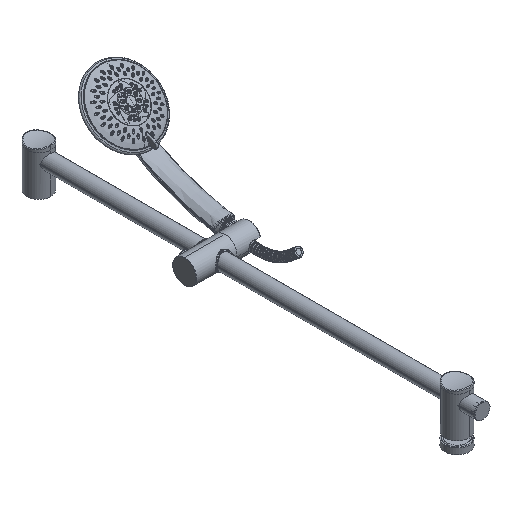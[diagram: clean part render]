
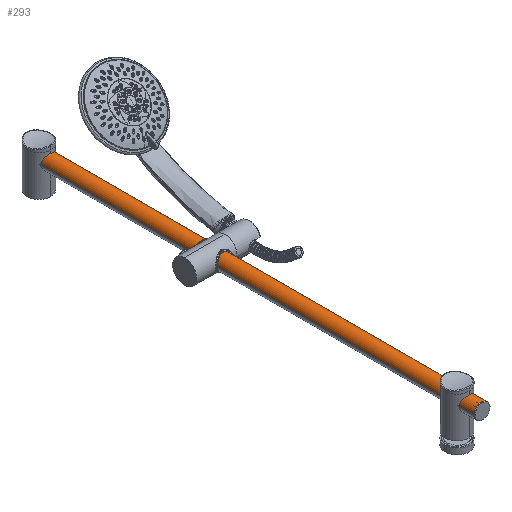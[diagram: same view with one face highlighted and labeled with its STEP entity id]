
A CAD part, isometric view. The second image highlights one B-rep face of the part: STEP entity #293.
In plain terms, the highlighted cylindrical face has radius 12.5 mm (diameter 25 mm), a partial arc.
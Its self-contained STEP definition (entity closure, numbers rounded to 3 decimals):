
#29=CARTESIAN_POINT('',(0.,750.,0.));
#30=DIRECTION('',(0.,1.,0.));
#31=DIRECTION('',(-1.,0.,0.));
#32=AXIS2_PLACEMENT_3D('',#29,#30,#31);
#49=DIRECTION('',(0.,1.,0.));
#50=VECTOR('',#49,750.);
#51=CARTESIAN_POINT('',(12.5,0.,0.));
#52=LINE('',#51,#50);
#77=CARTESIAN_POINT('',(0.,0.,0.));
#78=DIRECTION('',(0.,-1.,0.));
#79=DIRECTION('',(1.,0.,0.));
#80=AXIS2_PLACEMENT_3D('',#77,#78,#79);
#82=DIRECTION('',(0.,1.,0.));
#83=VECTOR('',#82,750.);
#84=CARTESIAN_POINT('',(-12.5,0.,0.));
#85=LINE('',#84,#83);
#86=CARTESIAN_POINT('',(5.5,741.2,11.225));
#87=CARTESIAN_POINT('',(5.5,741.834,11.225));
#88=CARTESIAN_POINT('',(5.297,743.04,11.328));
#89=CARTESIAN_POINT('',(4.328,744.793,11.754));
#90=CARTESIAN_POINT('',(2.763,746.091,12.235));
#91=CARTESIAN_POINT('',(0.938,746.727,12.512));
#92=CARTESIAN_POINT('',(-0.939,746.727,12.512));
#93=CARTESIAN_POINT('',(-2.764,746.091,12.234));
#94=CARTESIAN_POINT('',(-4.329,744.792,11.754));
#95=CARTESIAN_POINT('',(-5.297,743.039,11.328));
#96=CARTESIAN_POINT('',(-5.5,741.834,11.225));
#97=CARTESIAN_POINT('',(-5.5,741.2,11.225));
#99=CARTESIAN_POINT('',(-5.5,741.2,11.225));
#100=CARTESIAN_POINT('',(-5.5,740.566,11.225));
#101=CARTESIAN_POINT('',(-5.297,739.36,11.328));
#102=CARTESIAN_POINT('',(-4.328,737.607,11.754));
#103=CARTESIAN_POINT('',(-2.762,736.309,12.235));
#104=CARTESIAN_POINT('',(-0.938,735.673,12.512));
#105=CARTESIAN_POINT('',(0.939,735.673,12.512));
#106=CARTESIAN_POINT('',(2.764,736.31,12.234));
#107=CARTESIAN_POINT('',(4.329,737.608,11.754));
#108=CARTESIAN_POINT('',(5.297,739.361,11.328));
#109=CARTESIAN_POINT('',(5.5,740.566,11.225));
#110=CARTESIAN_POINT('',(5.5,741.2,11.225));
#198=CARTESIAN_POINT('',(12.5,0.,0.));
#199=CARTESIAN_POINT('',(-12.5,0.,0.));
#200=VERTEX_POINT('',#198);
#201=VERTEX_POINT('',#199);
#206=CARTESIAN_POINT('',(12.5,750.,0.));
#207=CARTESIAN_POINT('',(-12.5,750.,0.));
#208=VERTEX_POINT('',#206);
#209=VERTEX_POINT('',#207);
#214=VERTEX_POINT('',#86);
#215=VERTEX_POINT('',#97);
#275=CARTESIAN_POINT('',(0.,0.,0.));
#276=DIRECTION('',(0.,1.,0.));
#277=DIRECTION('',(1.,0.,0.));
#278=AXIS2_PLACEMENT_3D('',#275,#276,#277);
#279=CYLINDRICAL_SURFACE('',#278,12.5);
#281=ORIENTED_EDGE('',*,*,#280,.T.);
#282=ORIENTED_EDGE('',*,*,#257,.T.);
#283=ORIENTED_EDGE('',*,*,#229,.T.);
#284=ORIENTED_EDGE('',*,*,#254,.F.);
#285=EDGE_LOOP('',(#281,#282,#283,#284));
#286=FACE_OUTER_BOUND('',#285,.F.);
#288=ORIENTED_EDGE('',*,*,#287,.T.);
#290=ORIENTED_EDGE('',*,*,#289,.T.);
#291=EDGE_LOOP('',(#288,#290));
#292=FACE_BOUND('',#291,.F.);
#293=ADVANCED_FACE('',(#286,#292),#279,.T.);
#33=CIRCLE('',#32,12.5);
#81=CIRCLE('',#80,12.5);
#98=B_SPLINE_CURVE_WITH_KNOTS('',3,(#86,#87,#88,#89,#90,#91,#92,#93,#94,#95,#96,
#97),.UNSPECIFIED.,.F.,.F.,(4,1,1,1,1,1,1,1,1,4),(0.,0.111,
0.222,0.333,0.444,0.556,
0.667,0.778,0.889,1.),.UNSPECIFIED.);
#111=B_SPLINE_CURVE_WITH_KNOTS('',3,(#99,#100,#101,#102,#103,#104,#105,#106,
#107,#108,#109,#110),.UNSPECIFIED.,.F.,.F.,(4,1,1,1,1,1,1,1,1,4),(0.,
0.111,0.222,0.333,0.444,
0.556,0.667,0.778,0.889,1.),
.UNSPECIFIED.);
#229=EDGE_CURVE('',#209,#208,#33,.T.);
#254=EDGE_CURVE('',#200,#208,#52,.T.);
#257=EDGE_CURVE('',#201,#209,#85,.T.);
#280=EDGE_CURVE('',#200,#201,#81,.T.);
#287=EDGE_CURVE('',#214,#215,#98,.T.);
#289=EDGE_CURVE('',#215,#214,#111,.T.);
